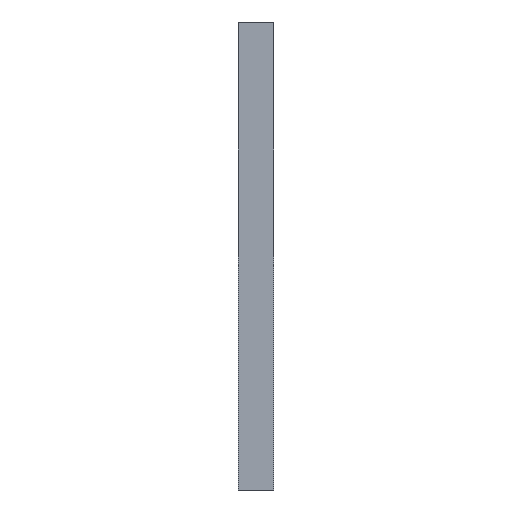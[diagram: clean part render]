
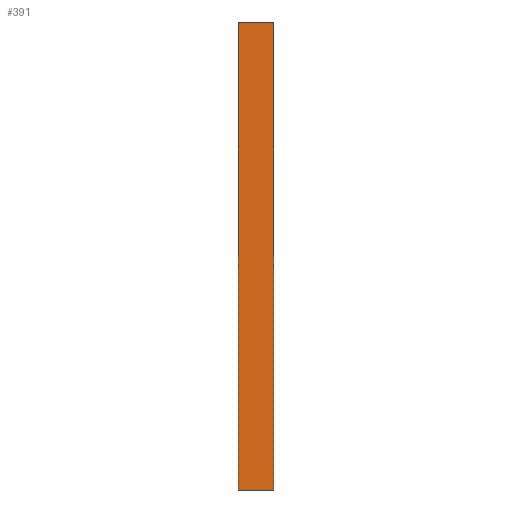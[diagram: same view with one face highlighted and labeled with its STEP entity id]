
A CAD part, left-side view. The second image highlights one B-rep face of the part: STEP entity #391.
In plain terms, the highlighted planar face has unit normal (-1, 0, 0).
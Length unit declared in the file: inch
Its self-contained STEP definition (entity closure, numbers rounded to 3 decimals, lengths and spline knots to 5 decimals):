
#15 = DIRECTION ( 'NONE',  ( 0., 0., 1. ) ) ;
#29 = CARTESIAN_POINT ( 'NONE',  ( -3.85827, 0.23622, 1.78676 ) ) ;
#42 = CARTESIAN_POINT ( 'NONE',  ( -3.85827, 0.23622, -1.3189 ) ) ;
#55 = DIRECTION ( 'NONE',  ( 0., -1., 0. ) ) ;
#89 = CARTESIAN_POINT ( 'NONE',  ( -3.85827, 0.23622, -1.3189 ) ) ;
#154 = CARTESIAN_POINT ( 'NONE',  ( -3.85827, 0., -1.3189 ) ) ;
#185 = DIRECTION ( 'NONE',  ( 0., -1., 0. ) ) ;
#197 = DIRECTION ( 'NONE',  ( 0., 0., 1. ) ) ;
#260 = VECTOR ( 'NONE', #197, 39.37008 ) ;
#262 = LINE ( 'NONE', #89, #264 ) ;
#264 = VECTOR ( 'NONE', #15, 39.37008 ) ;
#301 = LINE ( 'NONE', #154, #260 ) ;
#391 = ADVANCED_FACE ( 'NONE', ( #961 ), #536, .F. ) ;
#403 = CARTESIAN_POINT ( 'NONE',  ( -3.85827, 0., -1.3189 ) ) ;
#447 = CARTESIAN_POINT ( 'NONE',  ( -3.85827, 0.23622, -1.3189 ) ) ;
#453 = CARTESIAN_POINT ( 'NONE',  ( -3.85827, 0., 1.78676 ) ) ;
#454 = VERTEX_POINT ( 'NONE', #453 ) ;
#463 = VERTEX_POINT ( 'NONE', #589 ) ;
#471 = VERTEX_POINT ( 'NONE', #403 ) ;
#500 = VERTEX_POINT ( 'NONE', #623 ) ;
#536 = PLANE ( 'NONE',  #729 ) ;
#547 = DIRECTION ( 'NONE',  ( 1., 0., 0. ) ) ;
#580 = DIRECTION ( 'NONE',  ( 0., 0., -1. ) ) ;
#589 = CARTESIAN_POINT ( 'NONE',  ( -3.85827, 0.23622, -1.3189 ) ) ;
#623 = CARTESIAN_POINT ( 'NONE',  ( -3.85827, 0.23622, 1.78676 ) ) ;
#654 = EDGE_CURVE ( 'NONE', #463, #471, #1149, .T. ) ;
#656 = EDGE_CURVE ( 'NONE', #500, #454, #1140, .T. ) ;
#729 = AXIS2_PLACEMENT_3D ( 'NONE', #447, #547, #580 ) ;
#816 = EDGE_CURVE ( 'NONE', #471, #454, #301, .T. ) ;
#819 = EDGE_CURVE ( 'NONE', #463, #500, #262, .T. ) ;
#839 = ORIENTED_EDGE ( 'NONE', *, *, #819, .F. ) ;
#850 = VECTOR ( 'NONE', #185, 39.37008 ) ;
#961 = FACE_OUTER_BOUND ( 'NONE', #1116, .T. ) ;
#1043 = ORIENTED_EDGE ( 'NONE', *, *, #816, .T. ) ;
#1116 = EDGE_LOOP ( 'NONE', ( #1043, #1134, #839, #1118 ) ) ;
#1118 = ORIENTED_EDGE ( 'NONE', *, *, #654, .T. ) ;
#1134 = ORIENTED_EDGE ( 'NONE', *, *, #656, .F. ) ;
#1140 = LINE ( 'NONE', #29, #850 ) ;
#1149 = LINE ( 'NONE', #42, #1212 ) ;
#1212 = VECTOR ( 'NONE', #55, 39.37008 ) ;
